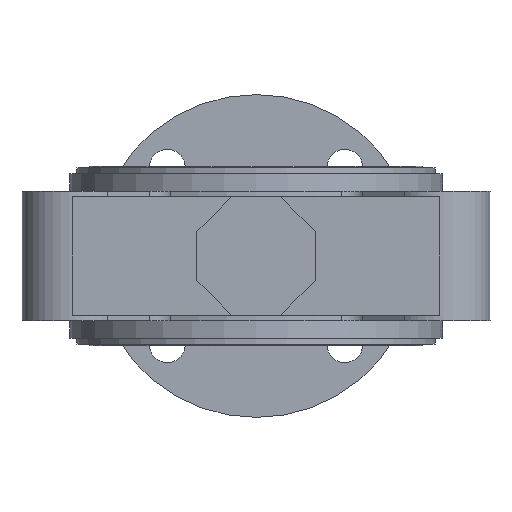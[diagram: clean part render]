
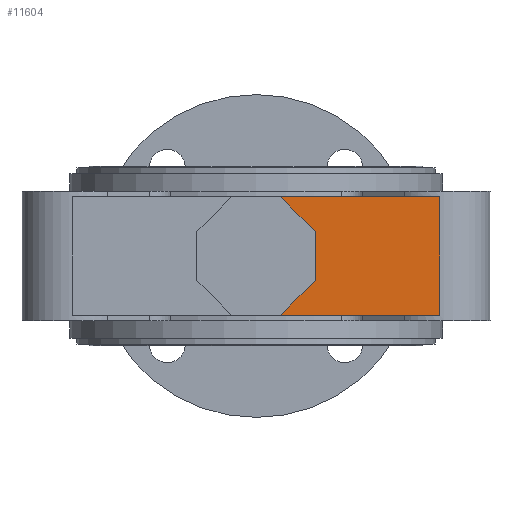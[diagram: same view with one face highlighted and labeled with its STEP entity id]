
A CAD part, front view. The second image highlights one B-rep face of the part: STEP entity #11604.
In plain terms, the highlighted planar face has unit normal (0, -1, 0).
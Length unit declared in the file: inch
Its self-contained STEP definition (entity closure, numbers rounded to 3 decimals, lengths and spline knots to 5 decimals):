
#312 = ORIENTED_EDGE ( 'NONE', *, *, #4221, .T. ) ;
#582 = VECTOR ( 'NONE', #7606, 39.37008 ) ;
#598 = LINE ( 'NONE', #4747, #11883 ) ;
#621 = DIRECTION ( 'NONE',  ( 0.707, 0., -0.707 ) ) ;
#1223 = CARTESIAN_POINT ( 'NONE',  ( 2.08821, -0.15015, 3.23025 ) ) ;
#1696 = DIRECTION ( 'NONE',  ( -1., 0., 0. ) ) ;
#1834 = EDGE_CURVE ( 'NONE', #9935, #7775, #5731, .T. ) ;
#2912 = VERTEX_POINT ( 'NONE', #4869 ) ;
#3969 = EDGE_CURVE ( 'NONE', #2912, #7823, #12010, .T. ) ;
#4221 = EDGE_CURVE ( 'NONE', #12350, #12226, #598, .T. ) ;
#4643 = DIRECTION ( 'NONE',  ( -1., 0., 0. ) ) ;
#4659 = PLANE ( 'NONE',  #9810 ) ;
#4747 = CARTESIAN_POINT ( 'NONE',  ( 2.08821, -0.15015, 1.93104 ) ) ;
#4773 = LINE ( 'NONE', #10901, #7386 ) ;
#4803 = VECTOR ( 'NONE', #9137, 39.37008 ) ;
#4850 = CARTESIAN_POINT ( 'NONE',  ( 2.46874, -0.15015, 2.31157 ) ) ;
#4869 = CARTESIAN_POINT ( 'NONE',  ( 3.83745, -0.15015, 3.23025 ) ) ;
#4917 = FACE_OUTER_BOUND ( 'NONE', #10530, .T. ) ;
#5032 = CARTESIAN_POINT ( 'NONE',  ( 3.83745, -0.15015, 3.23025 ) ) ;
#5356 = EDGE_CURVE ( 'NONE', #2912, #9935, #4773, .T. ) ;
#5654 = LINE ( 'NONE', #12760, #582 ) ;
#5731 = LINE ( 'NONE', #8248, #10107 ) ;
#5737 = CARTESIAN_POINT ( 'NONE',  ( 3.83745, -0.15015, 3.23025 ) ) ;
#7386 = VECTOR ( 'NONE', #1696, 39.37008 ) ;
#7516 = CARTESIAN_POINT ( 'NONE',  ( 2.46874, -0.15015, 2.84972 ) ) ;
#7566 = EDGE_CURVE ( 'NONE', #7775, #12350, #5654, .T. ) ;
#7606 = DIRECTION ( 'NONE',  ( 0., 0., -1. ) ) ;
#7665 = CARTESIAN_POINT ( 'NONE',  ( 3.83745, -0.15015, 1.93104 ) ) ;
#7775 = VERTEX_POINT ( 'NONE', #7516 ) ;
#7823 = VERTEX_POINT ( 'NONE', #9876 ) ;
#8248 = CARTESIAN_POINT ( 'NONE',  ( 2.46874, -0.15015, 2.84972 ) ) ;
#8422 = ORIENTED_EDGE ( 'NONE', *, *, #1834, .T. ) ;
#8595 = LINE ( 'NONE', #7665, #10189 ) ;
#8809 = DIRECTION ( 'NONE',  ( 0., -1., 0. ) ) ;
#9056 = ORIENTED_EDGE ( 'NONE', *, *, #7566, .T. ) ;
#9137 = DIRECTION ( 'NONE',  ( 0., 0., -1. ) ) ;
#9702 = ORIENTED_EDGE ( 'NONE', *, *, #12705, .F. ) ;
#9707 = CARTESIAN_POINT ( 'NONE',  ( 2.08821, -0.15015, 1.93104 ) ) ;
#9810 = AXIS2_PLACEMENT_3D ( 'NONE', #5737, #8809, #9847 ) ;
#9847 = DIRECTION ( 'NONE',  ( 0., 0., -1. ) ) ;
#9876 = CARTESIAN_POINT ( 'NONE',  ( 3.83745, -0.15015, 1.93104 ) ) ;
#9935 = VERTEX_POINT ( 'NONE', #1223 ) ;
#10107 = VECTOR ( 'NONE', #621, 39.37008 ) ;
#10189 = VECTOR ( 'NONE', #4643, 39.37008 ) ;
#10530 = EDGE_LOOP ( 'NONE', ( #9056, #312, #9702, #10942, #12746, #8422 ) ) ;
#10876 = DIRECTION ( 'NONE',  ( -0.707, 0., -0.707 ) ) ;
#10901 = CARTESIAN_POINT ( 'NONE',  ( 3.83745, -0.15015, 3.23025 ) ) ;
#10942 = ORIENTED_EDGE ( 'NONE', *, *, #3969, .F. ) ;
#11604 = ADVANCED_FACE ( 'NONE', ( #4917 ), #4659, .T. ) ;
#11883 = VECTOR ( 'NONE', #10876, 39.37008 ) ;
#12010 = LINE ( 'NONE', #5032, #4803 ) ;
#12226 = VERTEX_POINT ( 'NONE', #9707 ) ;
#12350 = VERTEX_POINT ( 'NONE', #4850 ) ;
#12705 = EDGE_CURVE ( 'NONE', #7823, #12226, #8595, .T. ) ;
#12746 = ORIENTED_EDGE ( 'NONE', *, *, #5356, .T. ) ;
#12760 = CARTESIAN_POINT ( 'NONE',  ( 2.46874, -0.15015, 2.31157 ) ) ;
